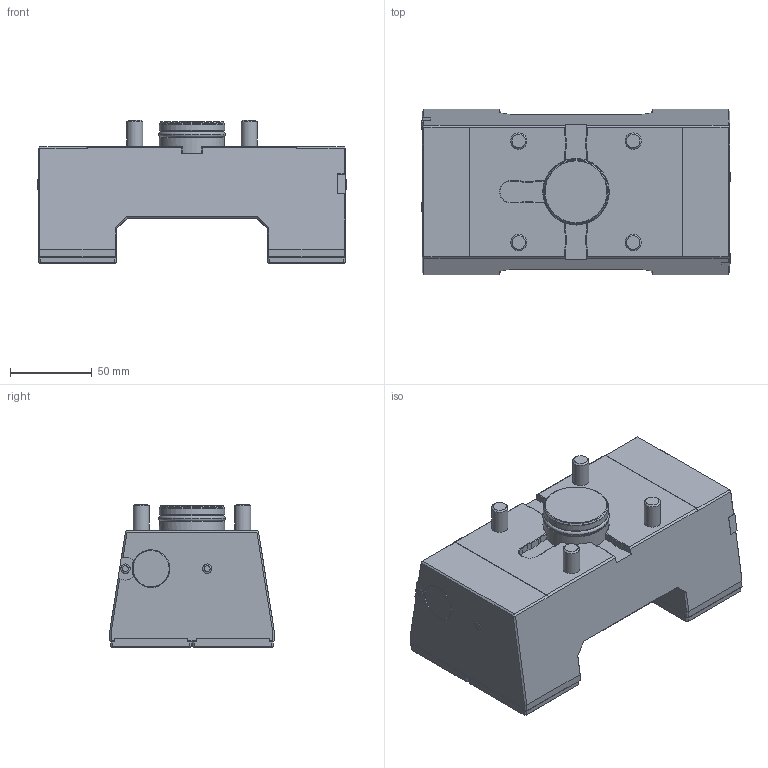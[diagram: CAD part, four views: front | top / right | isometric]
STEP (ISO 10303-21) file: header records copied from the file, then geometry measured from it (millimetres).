
FILE_DESCRIPTION(/* description */ (''),/* implementation_level */ '2;1');
FILE_NAME(/* name */ '1618478664811.stp',/* time_stamp */ '2021-04-15T11:24:32+02:00',/* author */ (''),/* organization */ ('SMS'),/* preprocessor_version */ 'ST-DEVELOPER v16.7',/* originating_system */ 'SIEMENS PLM Software NX 12.0',/* authorisation */ '');
FILE_SCHEMA (('AUTOMOTIVE_DESIGN { 1 0 10303 214 3 1 1 1 }'));
Length unit declared in the file: millimetre
Products named in the file (1): 203484545mod000_00
Bounding box: 189.08 x 101 x 88 mm (x, y, z)
Volume: 951443.2 mm3; surface area: 99968.5 mm2
Topology: 1 solids, 1 shells, 523 faces, 1370 edges, 886 vertices
Faces by surface type: plane 336, cylinder 95, cone 47, torus 21, sphere 20, bspline 4
Full cylindrical faces by diameter (mm): 2.5 x4, 5.7 x4, 7.2 x16, 10 x4, 16 x4, 18 x4, 19.989 x2, 22.5 x2, 23.011 x2, 35.2 x1, 39.9 x2, 40 x4, 40.6 x1
Entity records: 16133 total; most frequent: CARTESIAN_POINT 4021, DIRECTION 2446, ORIENTED_EDGE 2390, EDGE_CURVE 1195, AXIS2_PLACEMENT_3D 839, VERTEX_POINT 819, LINE 768, VECTOR 768
